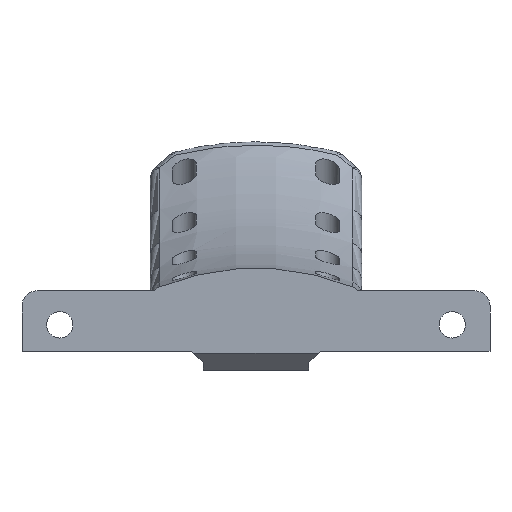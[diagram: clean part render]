
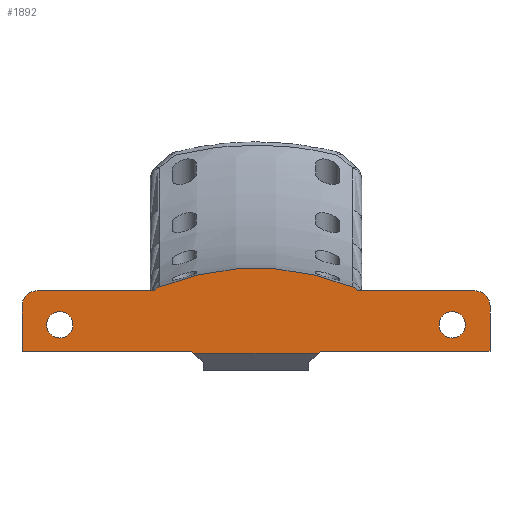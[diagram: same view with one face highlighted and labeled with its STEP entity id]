
A CAD part, front view. The second image highlights one B-rep face of the part: STEP entity #1892.
In plain terms, the highlighted planar face has unit normal (0, -1, 0).
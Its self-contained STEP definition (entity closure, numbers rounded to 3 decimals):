
#31=FACE_BOUND('',#424,.T.);
#32=FACE_BOUND('',#425,.T.);
#198=CIRCLE('',#2015,2.);
#199=CIRCLE('',#2016,2.);
#200=CIRCLE('',#2017,34.);
#201=CIRCLE('',#2018,2.);
#202=CIRCLE('',#2019,2.);
#203=CIRCLE('',#2020,1.75);
#204=CIRCLE('',#2021,1.75);
#310=FACE_OUTER_BOUND('',#423,.T.);
#423=EDGE_LOOP('',(#1315,#1316,#1317,#1318,#1319,#1320,#1321,#1322,#1323,
#1324,#1325,#1326,#1327,#1328));
#424=EDGE_LOOP('',(#1329));
#425=EDGE_LOOP('',(#1330));
#546=LINE('',#2716,#657);
#559=LINE('',#2776,#670);
#573=LINE('',#2842,#684);
#574=LINE('',#2845,#685);
#575=LINE('',#2847,#686);
#576=LINE('',#2851,#687);
#577=LINE('',#2859,#688);
#578=LINE('',#2863,#689);
#579=LINE('',#2864,#690);
#657=VECTOR('',#2205,0.354);
#670=VECTOR('',#2230,0.354);
#684=VECTOR('',#2270,16.5);
#685=VECTOR('',#2273,22.5);
#686=VECTOR('',#2274,6.);
#687=VECTOR('',#2277,15.511);
#688=VECTOR('',#2284,15.511);
#689=VECTOR('',#2287,6.);
#690=VECTOR('',#2288,22.5);
#769=VERTEX_POINT('',#2714);
#770=VERTEX_POINT('',#2715);
#779=VERTEX_POINT('',#2768);
#782=VERTEX_POINT('',#2774);
#795=VERTEX_POINT('',#2844);
#796=VERTEX_POINT('',#2846);
#797=VERTEX_POINT('',#2848);
#798=VERTEX_POINT('',#2850);
#799=VERTEX_POINT('',#2852);
#800=VERTEX_POINT('',#2854);
#801=VERTEX_POINT('',#2856);
#802=VERTEX_POINT('',#2858);
#803=VERTEX_POINT('',#2860);
#804=VERTEX_POINT('',#2862);
#805=VERTEX_POINT('',#2865);
#806=VERTEX_POINT('',#2867);
#956=EDGE_CURVE('',#769,#770,#546,.F.);
#974=EDGE_CURVE('',#782,#779,#559,.T.);
#996=EDGE_CURVE('',#779,#770,#573,.T.);
#997=EDGE_CURVE('',#782,#795,#574,.T.);
#998=EDGE_CURVE('',#795,#796,#575,.T.);
#999=EDGE_CURVE('',#797,#796,#198,.T.);
#1000=EDGE_CURVE('',#797,#798,#576,.T.);
#1001=EDGE_CURVE('',#799,#798,#199,.T.);
#1002=EDGE_CURVE('',#799,#800,#200,.T.);
#1003=EDGE_CURVE('',#801,#800,#201,.T.);
#1004=EDGE_CURVE('',#801,#802,#577,.T.);
#1005=EDGE_CURVE('',#803,#802,#202,.T.);
#1006=EDGE_CURVE('',#803,#804,#578,.T.);
#1007=EDGE_CURVE('',#804,#769,#579,.T.);
#1008=EDGE_CURVE('',#805,#805,#203,.T.);
#1009=EDGE_CURVE('',#806,#806,#204,.T.);
#1315=ORIENTED_EDGE('',*,*,#996,.F.);
#1316=ORIENTED_EDGE('',*,*,#974,.F.);
#1317=ORIENTED_EDGE('',*,*,#997,.T.);
#1318=ORIENTED_EDGE('',*,*,#998,.T.);
#1319=ORIENTED_EDGE('',*,*,#999,.F.);
#1320=ORIENTED_EDGE('',*,*,#1000,.T.);
#1321=ORIENTED_EDGE('',*,*,#1001,.F.);
#1322=ORIENTED_EDGE('',*,*,#1002,.T.);
#1323=ORIENTED_EDGE('',*,*,#1003,.F.);
#1324=ORIENTED_EDGE('',*,*,#1004,.T.);
#1325=ORIENTED_EDGE('',*,*,#1005,.F.);
#1326=ORIENTED_EDGE('',*,*,#1006,.T.);
#1327=ORIENTED_EDGE('',*,*,#1007,.T.);
#1328=ORIENTED_EDGE('',*,*,#956,.T.);
#1329=ORIENTED_EDGE('',*,*,#1008,.T.);
#1330=ORIENTED_EDGE('',*,*,#1009,.T.);
#1842=PLANE('',#2014);
#1892=ADVANCED_FACE('',(#310,#31,#32),#1842,.T.);
#2014=AXIS2_PLACEMENT_3D('',#2843,#2271,#2272);
#2015=AXIS2_PLACEMENT_3D('',#2849,#2275,#2276);
#2016=AXIS2_PLACEMENT_3D('',#2853,#2278,#2279);
#2017=AXIS2_PLACEMENT_3D('',#2855,#2280,#2281);
#2018=AXIS2_PLACEMENT_3D('',#2857,#2282,#2283);
#2019=AXIS2_PLACEMENT_3D('',#2861,#2285,#2286);
#2020=AXIS2_PLACEMENT_3D('',#2866,#2289,#2290);
#2021=AXIS2_PLACEMENT_3D('',#2868,#2291,#2292);
#2205=DIRECTION('',(-0.707,0.,0.707));
#2230=DIRECTION('',(-0.707,0.,-0.707));
#2270=DIRECTION('',(-1.,0.,0.));
#2271=DIRECTION('center_axis',(0.,-1.,0.));
#2272=DIRECTION('ref_axis',(1.,0.,0.));
#2273=DIRECTION('',(1.,0.,0.));
#2274=DIRECTION('',(0.,0.,1.));
#2275=DIRECTION('center_axis',(0.,1.,0.));
#2276=DIRECTION('ref_axis',(0.707,0.,0.707));
#2277=DIRECTION('',(-1.,0.,0.));
#2278=DIRECTION('center_axis',(0.,1.,0.));
#2279=DIRECTION('ref_axis',(0.829,0.,0.559));
#2280=DIRECTION('center_axis',(0.,-1.,0.));
#2281=DIRECTION('ref_axis',(0.412,0.,-0.911));
#2282=DIRECTION('center_axis',(0.,1.,0.));
#2283=DIRECTION('ref_axis',(-0.829,0.,0.559));
#2284=DIRECTION('',(-1.,0.,0.));
#2285=DIRECTION('center_axis',(0.,1.,0.));
#2286=DIRECTION('ref_axis',(-0.707,0.,0.707));
#2287=DIRECTION('',(0.,0.,-1.));
#2288=DIRECTION('',(1.,0.,0.));
#2289=DIRECTION('center_axis',(0.,1.,0.));
#2290=DIRECTION('ref_axis',(-1.,0.,0.));
#2291=DIRECTION('center_axis',(0.,1.,0.));
#2292=DIRECTION('ref_axis',(-1.,0.,0.));
#2714=CARTESIAN_POINT('',(-8.5,13.5,-6.));
#2715=CARTESIAN_POINT('',(-8.25,13.5,-6.25));
#2716=CARTESIAN_POINT('',(-9.25,13.5,-5.25));
#2768=CARTESIAN_POINT('',(8.25,13.5,-6.25));
#2774=CARTESIAN_POINT('',(8.5,13.5,-6.));
#2776=CARTESIAN_POINT('',(5.75,13.5,-8.75));
#2842=CARTESIAN_POINT('',(-3.5,13.5,-6.25));
#2843=CARTESIAN_POINT('Origin',(-7.,13.5,0.));
#2844=CARTESIAN_POINT('',(31.,13.5,-6.));
#2845=CARTESIAN_POINT('',(-3.5,13.5,-6.));
#2846=CARTESIAN_POINT('',(31.,13.5,0.));
#2847=CARTESIAN_POINT('',(31.,13.5,-6.));
#2848=CARTESIAN_POINT('',(29.,13.5,2.));
#2849=CARTESIAN_POINT('Origin',(29.,13.5,0.));
#2850=CARTESIAN_POINT('',(13.489,13.5,2.));
#2851=CARTESIAN_POINT('',(31.,13.5,2.));
#2852=CARTESIAN_POINT('',(12.75,13.5,2.519));
#2853=CARTESIAN_POINT('Origin',(12.,13.5,0.665));
#2854=CARTESIAN_POINT('',(-12.75,13.5,2.519));
#2855=CARTESIAN_POINT('Origin',(0.,13.5,-29.));
#2856=CARTESIAN_POINT('',(-13.489,13.5,2.));
#2857=CARTESIAN_POINT('Origin',(-12.,13.5,0.665));
#2858=CARTESIAN_POINT('',(-29.,13.5,2.));
#2859=CARTESIAN_POINT('',(31.,13.5,2.));
#2860=CARTESIAN_POINT('',(-31.,13.5,0.));
#2861=CARTESIAN_POINT('Origin',(-29.,13.5,0.));
#2862=CARTESIAN_POINT('',(-31.,13.5,-6.));
#2863=CARTESIAN_POINT('',(-31.,13.5,2.));
#2864=CARTESIAN_POINT('',(-3.5,13.5,-6.));
#2865=CARTESIAN_POINT('',(-24.25,13.5,-2.5));
#2866=CARTESIAN_POINT('Origin',(-26.,13.5,-2.5));
#2867=CARTESIAN_POINT('',(27.75,13.5,-2.5));
#2868=CARTESIAN_POINT('Origin',(26.,13.5,-2.5));
